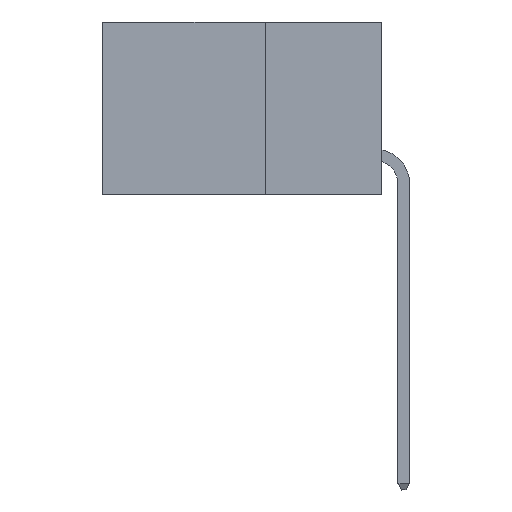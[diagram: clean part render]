
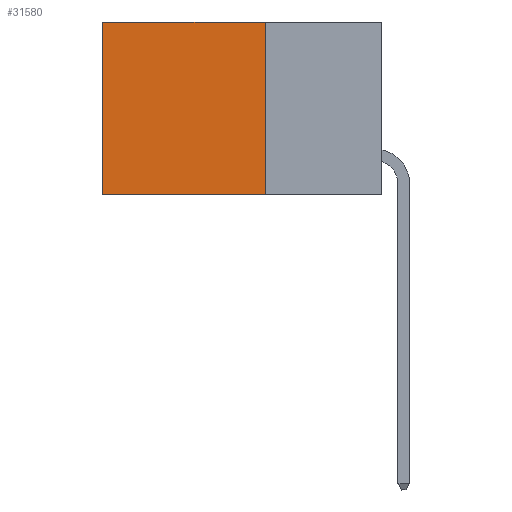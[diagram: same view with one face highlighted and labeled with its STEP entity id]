
A CAD part, left-side view. The second image highlights one B-rep face of the part: STEP entity #31580.
In plain terms, the highlighted planar face has unit normal (-1, 0, 0).
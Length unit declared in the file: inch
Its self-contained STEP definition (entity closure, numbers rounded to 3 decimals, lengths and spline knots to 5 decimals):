
#1479 = CARTESIAN_POINT ( 'NONE',  ( 0.2875, 0.25, 0. ) ) ;
#2256 = VERTEX_POINT ( 'NONE', #15356 ) ;
#3530 = EDGE_LOOP ( 'NONE', ( #26820, #26164, #10986, #7861 ) ) ;
#4167 = CARTESIAN_POINT ( 'NONE',  ( 0.2875, 0.25, -0.37 ) ) ;
#4975 = EDGE_CURVE ( 'NONE', #14857, #28952, #8684, .T. ) ;
#6535 = DIRECTION ( 'NONE',  ( 0., 0., -1. ) ) ;
#7861 = ORIENTED_EDGE ( 'NONE', *, *, #24869, .T. ) ;
#7926 = EDGE_CURVE ( 'NONE', #2256, #14987, #10909, .T. ) ;
#8684 = LINE ( 'NONE', #25070, #14408 ) ;
#9742 = EDGE_CURVE ( 'NONE', #14987, #28952, #13630, .T. ) ;
#10725 = FACE_OUTER_BOUND ( 'NONE', #3530, .T. ) ;
#10909 = LINE ( 'NONE', #27527, #19559 ) ;
#10986 = ORIENTED_EDGE ( 'NONE', *, *, #7926, .F. ) ;
#12260 = DIRECTION ( 'NONE',  ( 0., 0., -1. ) ) ;
#12367 = LINE ( 'NONE', #17528, #20221 ) ;
#13630 = LINE ( 'NONE', #24734, #33875 ) ;
#14408 = VECTOR ( 'NONE', #6535, 39.37008 ) ;
#14857 = VERTEX_POINT ( 'NONE', #30025 ) ;
#14987 = VERTEX_POINT ( 'NONE', #4167 ) ;
#15356 = CARTESIAN_POINT ( 'NONE',  ( 0.2875, 0.25, 0. ) ) ;
#17411 = DIRECTION ( 'NONE',  ( 0., 1., 0. ) ) ;
#17528 = CARTESIAN_POINT ( 'NONE',  ( 0.2875, 0.25, 0. ) ) ;
#19559 = VECTOR ( 'NONE', #19896, 39.37008 ) ;
#19896 = DIRECTION ( 'NONE',  ( 0., 0., -1. ) ) ;
#20221 = VECTOR ( 'NONE', #17411, 39.37008 ) ;
#24631 = DIRECTION ( 'NONE',  ( 0., 1., 0. ) ) ;
#24734 = CARTESIAN_POINT ( 'NONE',  ( 0.2875, 0.25, -0.37 ) ) ;
#24869 = EDGE_CURVE ( 'NONE', #2256, #14857, #12367, .T. ) ;
#25070 = CARTESIAN_POINT ( 'NONE',  ( 0.2875, 0.6, 0. ) ) ;
#25198 = DIRECTION ( 'NONE',  ( 1., 0., 0. ) ) ;
#26164 = ORIENTED_EDGE ( 'NONE', *, *, #9742, .F. ) ;
#26820 = ORIENTED_EDGE ( 'NONE', *, *, #4975, .T. ) ;
#27527 = CARTESIAN_POINT ( 'NONE',  ( 0.2875, 0.25, 0. ) ) ;
#27971 = PLANE ( 'NONE',  #32552 ) ;
#27976 = CARTESIAN_POINT ( 'NONE',  ( 0.2875, 0.6, -0.37 ) ) ;
#28952 = VERTEX_POINT ( 'NONE', #27976 ) ;
#30025 = CARTESIAN_POINT ( 'NONE',  ( 0.2875, 0.6, 0. ) ) ;
#31580 = ADVANCED_FACE ( 'NONE', ( #10725 ), #27971, .F. ) ;
#32552 = AXIS2_PLACEMENT_3D ( 'NONE', #1479, #25198, #12260 ) ;
#33875 = VECTOR ( 'NONE', #24631, 39.37008 ) ;
